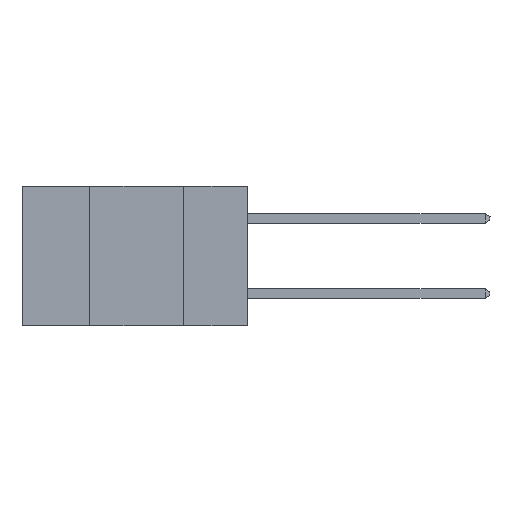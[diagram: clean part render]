
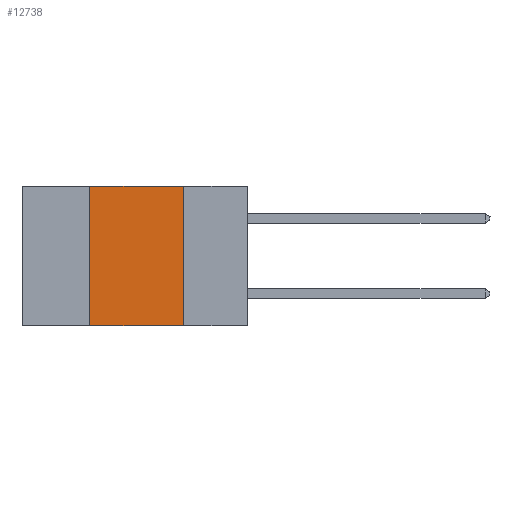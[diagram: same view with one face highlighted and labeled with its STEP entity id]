
A CAD part, left-side view. The second image highlights one B-rep face of the part: STEP entity #12738.
In plain terms, the highlighted planar face has unit normal (-1, 0, 0).
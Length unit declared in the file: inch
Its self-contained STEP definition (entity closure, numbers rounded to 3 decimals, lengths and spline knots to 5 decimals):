
#1711 = VECTOR ( 'NONE', #12073, 39.37008 ) ;
#2157 = DIRECTION ( 'NONE',  ( 0., 0., -1. ) ) ;
#2570 = EDGE_LOOP ( 'NONE', ( #7425, #15539, #7011, #12082 ) ) ;
#2712 = VERTEX_POINT ( 'NONE', #4061 ) ;
#3382 = VERTEX_POINT ( 'NONE', #5785 ) ;
#3417 = LINE ( 'NONE', #15011, #7255 ) ;
#4061 = CARTESIAN_POINT ( 'NONE',  ( 0., 0.42, -0.37 ) ) ;
#4532 = DIRECTION ( 'NONE',  ( 0., -1., 0. ) ) ;
#4796 = EDGE_CURVE ( 'NONE', #2712, #7236, #10661, .T. ) ;
#5062 = CARTESIAN_POINT ( 'NONE',  ( 0., 0.6, 0. ) ) ;
#5534 = EDGE_CURVE ( 'NONE', #2712, #3382, #14721, .T. ) ;
#5785 = CARTESIAN_POINT ( 'NONE',  ( 0., 0.42, 0. ) ) ;
#6390 = VECTOR ( 'NONE', #15843, 39.37008 ) ;
#6639 = CARTESIAN_POINT ( 'NONE',  ( 0., 0.17, -0.37 ) ) ;
#6822 = CARTESIAN_POINT ( 'NONE',  ( 0., 0.17, -0.37 ) ) ;
#7011 = ORIENTED_EDGE ( 'NONE', *, *, #5534, .F. ) ;
#7236 = VERTEX_POINT ( 'NONE', #6822 ) ;
#7255 = VECTOR ( 'NONE', #4532, 39.37008 ) ;
#7425 = ORIENTED_EDGE ( 'NONE', *, *, #11181, .F. ) ;
#7867 = VECTOR ( 'NONE', #12838, 39.37008 ) ;
#10236 = DIRECTION ( 'NONE',  ( 1., 0., 0. ) ) ;
#10528 = CARTESIAN_POINT ( 'NONE',  ( 0., 0.17, 0. ) ) ;
#10661 = LINE ( 'NONE', #13054, #6390 ) ;
#11181 = EDGE_CURVE ( 'NONE', #13749, #7236, #11804, .T. ) ;
#11804 = LINE ( 'NONE', #6639, #7867 ) ;
#11997 = CARTESIAN_POINT ( 'NONE',  ( 0., 0.42, -0.37 ) ) ;
#12073 = DIRECTION ( 'NONE',  ( 0., 0., 1. ) ) ;
#12082 = ORIENTED_EDGE ( 'NONE', *, *, #4796, .T. ) ;
#12627 = FACE_OUTER_BOUND ( 'NONE', #2570, .T. ) ;
#12738 = ADVANCED_FACE ( 'NONE', ( #12627 ), #12799, .F. ) ;
#12799 = PLANE ( 'NONE',  #16079 ) ;
#12838 = DIRECTION ( 'NONE',  ( 0., 0., -1. ) ) ;
#13054 = CARTESIAN_POINT ( 'NONE',  ( 0., 0.6, -0.37 ) ) ;
#13749 = VERTEX_POINT ( 'NONE', #10528 ) ;
#14721 = LINE ( 'NONE', #11997, #1711 ) ;
#15011 = CARTESIAN_POINT ( 'NONE',  ( 0., 0.6, 0. ) ) ;
#15539 = ORIENTED_EDGE ( 'NONE', *, *, #16374, .F. ) ;
#15843 = DIRECTION ( 'NONE',  ( 0., -1., 0. ) ) ;
#16079 = AXIS2_PLACEMENT_3D ( 'NONE', #5062, #10236, #2157 ) ;
#16374 = EDGE_CURVE ( 'NONE', #3382, #13749, #3417, .T. ) ;
